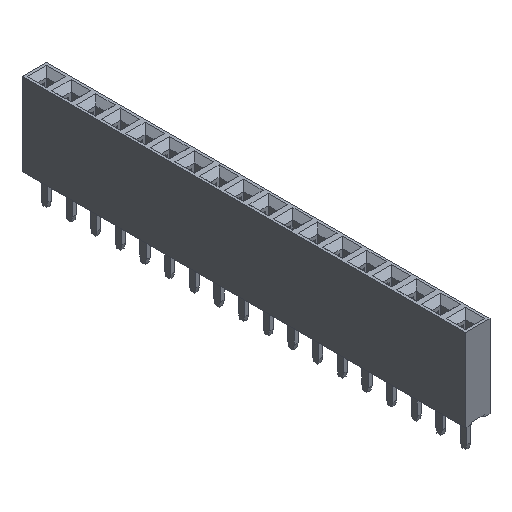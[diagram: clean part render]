
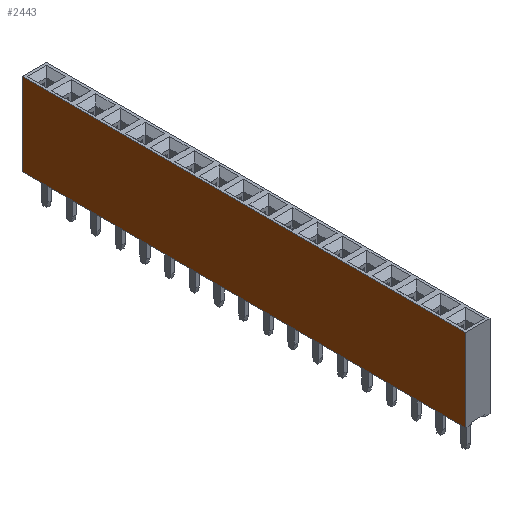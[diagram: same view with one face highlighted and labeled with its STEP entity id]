
A CAD part, isometric view. The second image highlights one B-rep face of the part: STEP entity #2443.
In plain terms, the highlighted planar face has unit normal (-1, 0, 0).
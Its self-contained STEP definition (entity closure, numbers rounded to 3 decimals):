
#909 = VERTEX_POINT('',#910);
#910 = CARTESIAN_POINT('',(-1.25,1.27,0.));
#918 = EDGE_CURVE('',#909,#919,#921,.T.);
#919 = VERTEX_POINT('',#920);
#920 = CARTESIAN_POINT('',(-1.25,1.27,8.5));
#921 = LINE('',#922,#923);
#922 = CARTESIAN_POINT('',(-1.25,1.27,0.));
#923 = VECTOR('',#924,1.);
#924 = DIRECTION('',(0.,0.,1.));
#999 = EDGE_CURVE('',#1000,#909,#1002,.T.);
#1000 = VERTEX_POINT('',#1001);
#1001 = CARTESIAN_POINT('',(-1.25,-44.45,0.));
#1002 = LINE('',#1003,#1004);
#1003 = CARTESIAN_POINT('',(-1.25,-44.45,0.));
#1004 = VECTOR('',#1005,1.);
#1005 = DIRECTION('',(0.,1.,0.));
#1812 = EDGE_CURVE('',#1813,#919,#1815,.T.);
#1813 = VERTEX_POINT('',#1814);
#1814 = CARTESIAN_POINT('',(-1.25,-44.45,8.5));
#1815 = LINE('',#1816,#1817);
#1816 = CARTESIAN_POINT('',(-1.25,-44.45,8.5));
#1817 = VECTOR('',#1818,1.);
#1818 = DIRECTION('',(0.,1.,0.));
#2443 = ADVANCED_FACE('',(#2444),#2455,.T.);
#2444 = FACE_BOUND('',#2445,.T.);
#2445 = EDGE_LOOP('',(#2446,#2452,#2453,#2454));
#2446 = ORIENTED_EDGE('',*,*,#2447,.T.);
#2447 = EDGE_CURVE('',#1000,#1813,#2448,.T.);
#2448 = LINE('',#2449,#2450);
#2449 = CARTESIAN_POINT('',(-1.25,-44.45,0.));
#2450 = VECTOR('',#2451,1.);
#2451 = DIRECTION('',(0.,0.,1.));
#2452 = ORIENTED_EDGE('',*,*,#1812,.T.);
#2453 = ORIENTED_EDGE('',*,*,#918,.F.);
#2454 = ORIENTED_EDGE('',*,*,#999,.F.);
#2455 = PLANE('',#2456);
#2456 = AXIS2_PLACEMENT_3D('',#2457,#2458,#2459);
#2457 = CARTESIAN_POINT('',(-1.25,-44.45,0.));
#2458 = DIRECTION('',(-1.,0.,0.));
#2459 = DIRECTION('',(0.,1.,0.));
